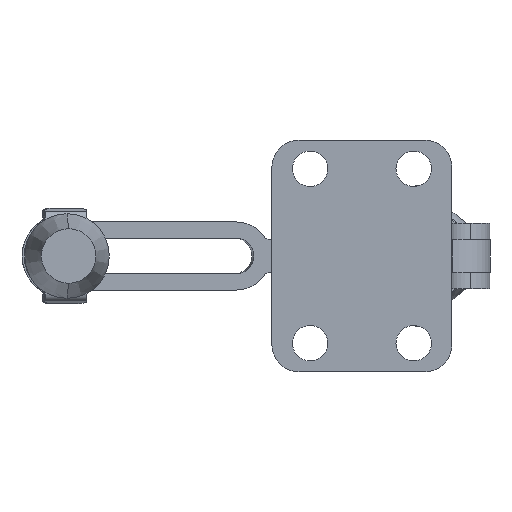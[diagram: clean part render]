
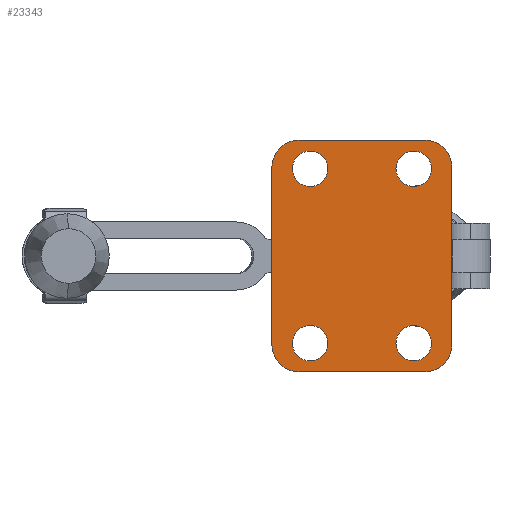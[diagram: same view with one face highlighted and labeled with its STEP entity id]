
A CAD part, front view. The second image highlights one B-rep face of the part: STEP entity #23343.
In plain terms, the highlighted face is planar.
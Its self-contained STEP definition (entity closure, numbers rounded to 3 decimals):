
#79 = EDGE_LOOP ( 'NONE', ( #26581, #26582 ) ) ;
#85 = EDGE_LOOP ( 'NONE', ( #26583, #26584, #26585, #26586, #26587, #26588, #26589, #26590 ) ) ;
#99 = EDGE_LOOP ( 'NONE', ( #26591, #26592 ) ) ;
#124 = EDGE_LOOP ( 'NONE', ( #26593, #26594 ) ) ;
#180 = EDGE_LOOP ( 'NONE', ( #26579, #26580 ) ) ;
#2808 = CARTESIAN_POINT ( 'NONE',  ( -334.758, 1094.73, 2.5 ) ) ;
#2809 = DIRECTION ( 'NONE',  ( 0., 0., 1. ) ) ;
#2810 = DIRECTION ( 'NONE',  ( 1., 0., 0. ) ) ;
#2811 = CARTESIAN_POINT ( 'NONE',  ( -302.51, 1120.74, 2.5 ) ) ;
#2812 = DIRECTION ( 'NONE',  ( -1., 0., 0. ) ) ;
#2824 = CARTESIAN_POINT ( 'NONE',  ( -302.76, 1094.73, 2.5 ) ) ;
#2825 = DIRECTION ( 'NONE',  ( 0., 0., 1. ) ) ;
#2826 = DIRECTION ( 'NONE',  ( 1., 0., 0. ) ) ;
#2827 = CARTESIAN_POINT ( 'NONE',  ( -334.759, 1113.73, 2.5 ) ) ;
#2828 = DIRECTION ( 'NONE',  ( 0., 0., 1. ) ) ;
#2829 = DIRECTION ( 'NONE',  ( 1., 0., 0. ) ) ;
#2830 = CARTESIAN_POINT ( 'NONE',  ( -302.51, 1115.74, 2.5 ) ) ;
#2831 = DIRECTION ( 'NONE',  ( 0., 0., 1. ) ) ;
#2832 = DIRECTION ( 'NONE',  ( 1., 0., 0. ) ) ;
#2833 = CARTESIAN_POINT ( 'NONE',  ( -297.51, 1092.721, 2.5 ) ) ;
#2834 = DIRECTION ( 'NONE',  ( 0., 1., 0. ) ) ;
#2835 = CARTESIAN_POINT ( 'NONE',  ( -302.51, 1092.721, 2.5 ) ) ;
#2836 = DIRECTION ( 'NONE',  ( 0., 0., 1. ) ) ;
#2837 = DIRECTION ( 'NONE',  ( 1., 0., 0. ) ) ;
#2841 = CARTESIAN_POINT ( 'NONE',  ( -335.01, 1087.721, 2.5 ) ) ;
#2842 = DIRECTION ( 'NONE',  ( 1., 0., 0. ) ) ;
#2843 = CARTESIAN_POINT ( 'NONE',  ( -340.01, 1115.74, 2.5 ) ) ;
#2844 = DIRECTION ( 'NONE',  ( 0., -1., 0. ) ) ;
#2847 = CARTESIAN_POINT ( 'NONE',  ( -334.758, 1094.73, 2.5 ) ) ;
#2848 = DIRECTION ( 'NONE',  ( 0., 0., 1. ) ) ;
#2849 = DIRECTION ( 'NONE',  ( 1., 0., 0. ) ) ;
#2850 = CARTESIAN_POINT ( 'NONE',  ( -302.76, 1113.73, 2.5 ) ) ;
#2851 = DIRECTION ( 'NONE',  ( 0., 0., 1. ) ) ;
#2852 = DIRECTION ( 'NONE',  ( 1., 0., 0. ) ) ;
#2855 = CARTESIAN_POINT ( 'NONE',  ( -335.01, 1092.721, 2.5 ) ) ;
#2856 = DIRECTION ( 'NONE',  ( 0., 0., 1. ) ) ;
#2857 = DIRECTION ( 'NONE',  ( 1., 0., 0. ) ) ;
#2858 = CARTESIAN_POINT ( 'NONE',  ( -335.01, 1115.74, 2.5 ) ) ;
#2859 = DIRECTION ( 'NONE',  ( 0., 0., 1. ) ) ;
#2860 = DIRECTION ( 'NONE',  ( 1., 0., 0. ) ) ;
#2866 = CARTESIAN_POINT ( 'NONE',  ( -334.759, 1113.73, 2.5 ) ) ;
#2867 = DIRECTION ( 'NONE',  ( 0., 0., 1. ) ) ;
#2868 = DIRECTION ( 'NONE',  ( 1., 0., 0. ) ) ;
#2874 = CARTESIAN_POINT ( 'NONE',  ( -302.76, 1113.73, 2.5 ) ) ;
#2875 = DIRECTION ( 'NONE',  ( 0., 0., 1. ) ) ;
#2876 = DIRECTION ( 'NONE',  ( 1., 0., 0. ) ) ;
#2885 = CARTESIAN_POINT ( 'NONE',  ( -302.76, 1094.73, 2.5 ) ) ;
#2886 = DIRECTION ( 'NONE',  ( 0., 0., 1. ) ) ;
#2887 = DIRECTION ( 'NONE',  ( 1., 0., 0. ) ) ;
#3768 = CARTESIAN_POINT ( 'NONE',  ( -340.01, 1092.721, 2.5 ) ) ;
#3771 = CARTESIAN_POINT ( 'NONE',  ( -302.51, 1087.721, 2.5 ) ) ;
#3772 = CARTESIAN_POINT ( 'NONE',  ( -302.51, 1120.74, 2.5 ) ) ;
#3773 = CARTESIAN_POINT ( 'NONE',  ( -338.009, 1113.73, 2.5 ) ) ;
#3780 = CARTESIAN_POINT ( 'NONE',  ( -299.51, 1113.73, 2.5 ) ) ;
#3814 = CARTESIAN_POINT ( 'NONE',  ( -297.51, 1115.74, 2.5 ) ) ;
#3856 = CARTESIAN_POINT ( 'NONE',  ( -331.508, 1094.73, 2.5 ) ) ;
#4327 = CARTESIAN_POINT ( 'NONE',  ( -335.01, 1087.721, 2.5 ) ) ;
#4336 = CARTESIAN_POINT ( 'NONE',  ( -335.01, 1120.74, 2.5 ) ) ;
#4338 = CARTESIAN_POINT ( 'NONE',  ( -306.01, 1094.73, 2.5 ) ) ;
#4340 = CARTESIAN_POINT ( 'NONE',  ( -331.509, 1113.73, 2.5 ) ) ;
#4348 = CARTESIAN_POINT ( 'NONE',  ( -297.51, 1092.721, 2.5 ) ) ;
#4349 = CARTESIAN_POINT ( 'NONE',  ( -340.01, 1115.74, 2.5 ) ) ;
#4361 = CARTESIAN_POINT ( 'NONE',  ( -338.008, 1094.73, 2.5 ) ) ;
#4387 = CARTESIAN_POINT ( 'NONE',  ( -306.01, 1113.73, 2.5 ) ) ;
#4405 = CARTESIAN_POINT ( 'NONE',  ( -299.51, 1094.73, 2.5 ) ) ;
#8097 = FACE_BOUND ( 'NONE', #180, .T. ) ;
#8099 = FACE_BOUND ( 'NONE', #124, .T. ) ;
#8101 = FACE_OUTER_BOUND ( 'NONE', #85, .T. ) ;
#8102 = FACE_BOUND ( 'NONE', #99, .T. ) ;
#8103 = FACE_BOUND ( 'NONE', #79, .T. ) ;
#9215 = DIRECTION ( 'NONE',  ( 0., 0., 1. ) ) ;
#9219 = CARTESIAN_POINT ( 'NONE',  ( -335.01, 1115.74, 2.5 ) ) ;
#9222 = PLANE ( 'NONE',  #22608 ) ;
#9225 = DIRECTION ( 'NONE',  ( 1., 0., 0. ) ) ;
#13817 = EDGE_CURVE ( 'NONE', #29124, #28839, #14491, .T. ) ;
#13820 = EDGE_CURVE ( 'NONE', #28758, #29109, #14496, .T. ) ;
#13823 = EDGE_CURVE ( 'NONE', #29148, #29110, #14497, .T. ) ;
#13824 = EDGE_CURVE ( 'NONE', #29111, #28759, #14501, .T. ) ;
#13825 = EDGE_CURVE ( 'NONE', #28800, #28758, #14503, .T. ) ;
#13826 = EDGE_CURVE ( 'NONE', #28757, #29116, #14504, .T. ) ;
#13828 = EDGE_CURVE ( 'NONE', #29116, #28800, #14506, .T. ) ;
#13829 = EDGE_CURVE ( 'NONE', #29104, #28757, #14507, .T. ) ;
#13830 = EDGE_CURVE ( 'NONE', #29117, #28754, #14509, .T. ) ;
#13832 = EDGE_CURVE ( 'NONE', #28839, #29124, #14502, .T. ) ;
#13833 = EDGE_CURVE ( 'NONE', #28766, #29138, #14515, .T. ) ;
#13834 = EDGE_CURVE ( 'NONE', #28754, #29104, #14513, .T. ) ;
#13835 = EDGE_CURVE ( 'NONE', #29109, #29117, #14517, .T. ) ;
#13838 = EDGE_CURVE ( 'NONE', #28759, #29111, #14519, .T. ) ;
#13841 = EDGE_CURVE ( 'NONE', #29138, #28766, #14525, .T. ) ;
#13845 = EDGE_CURVE ( 'NONE', #29110, #29148, #14530, .T. ) ;
#14491 = CIRCLE ( 'NONE', #20137, 3.25 ) ;
#14496 = LINE ( 'NONE', #2811, #14498 ) ;
#14497 = CIRCLE ( 'NONE', #19656, 3.25 ) ;
#14498 = VECTOR ( 'NONE', #2812, 1000. ) ;
#14501 = CIRCLE ( 'NONE', #19645, 3.25 ) ;
#14502 = CIRCLE ( 'NONE', #19399, 3.25 ) ;
#14503 = CIRCLE ( 'NONE', #19691, 5. ) ;
#14504 = CIRCLE ( 'NONE', #19755, 5. ) ;
#14506 = LINE ( 'NONE', #2833, #14508 ) ;
#14507 = LINE ( 'NONE', #2841, #14510 ) ;
#14508 = VECTOR ( 'NONE', #2834, 1000. ) ;
#14509 = LINE ( 'NONE', #2843, #14512 ) ;
#14510 = VECTOR ( 'NONE', #2842, 1000. ) ;
#14512 = VECTOR ( 'NONE', #2844, 1000. ) ;
#14513 = CIRCLE ( 'NONE', #19972, 5. ) ;
#14515 = CIRCLE ( 'NONE', #20027, 3.25 ) ;
#14517 = CIRCLE ( 'NONE', #19717, 5. ) ;
#14519 = CIRCLE ( 'NONE', #19964, 3.25 ) ;
#14525 = CIRCLE ( 'NONE', #19620, 3.25 ) ;
#14530 = CIRCLE ( 'NONE', #19898, 3.25 ) ;
#19399 = AXIS2_PLACEMENT_3D ( 'NONE', #2847, #2848, #2849 ) ;
#19620 = AXIS2_PLACEMENT_3D ( 'NONE', #2874, #2875, #2876 ) ;
#19645 = AXIS2_PLACEMENT_3D ( 'NONE', #2827, #2828, #2829 ) ;
#19656 = AXIS2_PLACEMENT_3D ( 'NONE', #2824, #2825, #2826 ) ;
#19691 = AXIS2_PLACEMENT_3D ( 'NONE', #2830, #2831, #2832 ) ;
#19717 = AXIS2_PLACEMENT_3D ( 'NONE', #2858, #2859, #2860 ) ;
#19755 = AXIS2_PLACEMENT_3D ( 'NONE', #2835, #2836, #2837 ) ;
#19898 = AXIS2_PLACEMENT_3D ( 'NONE', #2885, #2886, #2887 ) ;
#19964 = AXIS2_PLACEMENT_3D ( 'NONE', #2866, #2867, #2868 ) ;
#19972 = AXIS2_PLACEMENT_3D ( 'NONE', #2855, #2856, #2857 ) ;
#20027 = AXIS2_PLACEMENT_3D ( 'NONE', #2850, #2851, #2852 ) ;
#20137 = AXIS2_PLACEMENT_3D ( 'NONE', #2808, #2809, #2810 ) ;
#22608 = AXIS2_PLACEMENT_3D ( 'NONE', #9219, #9215, #9225 ) ;
#23343 = ADVANCED_FACE ( 'NONE', ( #8097, #8103, #8101, #8102, #8099 ), #9222, .T. ) ;
#26579 = ORIENTED_EDGE ( 'NONE', *, *, #13841, .F. ) ;
#26580 = ORIENTED_EDGE ( 'NONE', *, *, #13833, .F. ) ;
#26581 = ORIENTED_EDGE ( 'NONE', *, *, #13817, .F. ) ;
#26582 = ORIENTED_EDGE ( 'NONE', *, *, #13832, .F. ) ;
#26583 = ORIENTED_EDGE ( 'NONE', *, *, #13835, .T. ) ;
#26584 = ORIENTED_EDGE ( 'NONE', *, *, #13830, .T. ) ;
#26585 = ORIENTED_EDGE ( 'NONE', *, *, #13834, .T. ) ;
#26586 = ORIENTED_EDGE ( 'NONE', *, *, #13829, .T. ) ;
#26587 = ORIENTED_EDGE ( 'NONE', *, *, #13826, .T. ) ;
#26588 = ORIENTED_EDGE ( 'NONE', *, *, #13828, .T. ) ;
#26589 = ORIENTED_EDGE ( 'NONE', *, *, #13825, .T. ) ;
#26590 = ORIENTED_EDGE ( 'NONE', *, *, #13820, .T. ) ;
#26591 = ORIENTED_EDGE ( 'NONE', *, *, #13838, .F. ) ;
#26592 = ORIENTED_EDGE ( 'NONE', *, *, #13824, .F. ) ;
#26593 = ORIENTED_EDGE ( 'NONE', *, *, #13845, .F. ) ;
#26594 = ORIENTED_EDGE ( 'NONE', *, *, #13823, .F. ) ;
#28754 = VERTEX_POINT ( 'NONE', #3768 ) ;
#28757 = VERTEX_POINT ( 'NONE', #3771 ) ;
#28758 = VERTEX_POINT ( 'NONE', #3772 ) ;
#28759 = VERTEX_POINT ( 'NONE', #3773 ) ;
#28766 = VERTEX_POINT ( 'NONE', #3780 ) ;
#28800 = VERTEX_POINT ( 'NONE', #3814 ) ;
#28839 = VERTEX_POINT ( 'NONE', #3856 ) ;
#29104 = VERTEX_POINT ( 'NONE', #4327 ) ;
#29109 = VERTEX_POINT ( 'NONE', #4336 ) ;
#29110 = VERTEX_POINT ( 'NONE', #4338 ) ;
#29111 = VERTEX_POINT ( 'NONE', #4340 ) ;
#29116 = VERTEX_POINT ( 'NONE', #4348 ) ;
#29117 = VERTEX_POINT ( 'NONE', #4349 ) ;
#29124 = VERTEX_POINT ( 'NONE', #4361 ) ;
#29138 = VERTEX_POINT ( 'NONE', #4387 ) ;
#29148 = VERTEX_POINT ( 'NONE', #4405 ) ;
